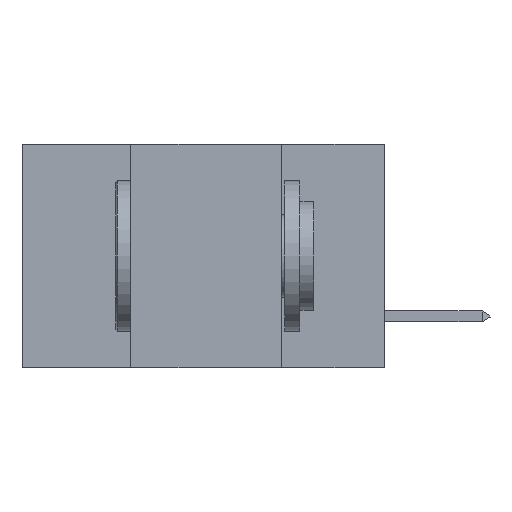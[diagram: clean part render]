
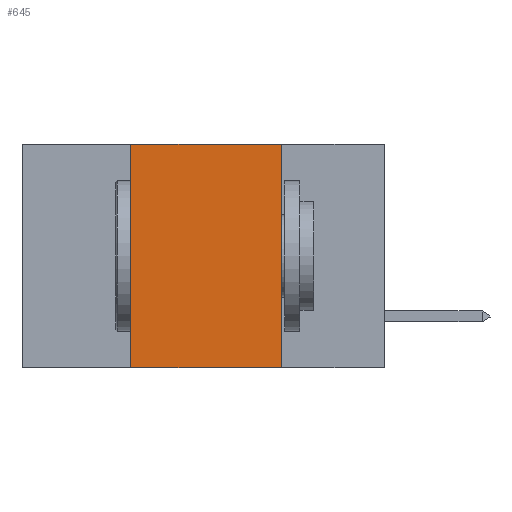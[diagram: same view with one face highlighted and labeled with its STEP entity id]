
A CAD part, left-side view. The second image highlights one B-rep face of the part: STEP entity #645.
In plain terms, the highlighted planar face has unit normal (-1, 0, 0).
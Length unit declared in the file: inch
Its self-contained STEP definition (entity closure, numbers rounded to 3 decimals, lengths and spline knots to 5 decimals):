
#175 = CARTESIAN_POINT ( 'NONE',  ( 0., 0.6, -0.37 ) ) ;
#321 = EDGE_CURVE ( 'NONE', #11512, #8773, #3384, .T. ) ;
#589 = EDGE_CURVE ( 'NONE', #7842, #8646, #4696, .T. ) ;
#645 = ADVANCED_FACE ( 'NONE', ( #3535 ), #9655, .F. ) ;
#790 = VECTOR ( 'NONE', #13234, 39.37008 ) ;
#1489 = VECTOR ( 'NONE', #7422, 39.37008 ) ;
#1569 = DIRECTION ( 'NONE',  ( 0., -1., 0. ) ) ;
#2288 = CARTESIAN_POINT ( 'NONE',  ( 0., 0.6, 0. ) ) ;
#2405 = CARTESIAN_POINT ( 'NONE',  ( 0., 0.42, -0.37 ) ) ;
#2962 = EDGE_CURVE ( 'NONE', #8773, #7842, #7583, .T. ) ;
#2989 = AXIS2_PLACEMENT_3D ( 'NONE', #5590, #11695, #5457 ) ;
#3384 = LINE ( 'NONE', #6055, #11626 ) ;
#3415 = LINE ( 'NONE', #175, #1489 ) ;
#3535 = FACE_OUTER_BOUND ( 'NONE', #9814, .T. ) ;
#3829 = CARTESIAN_POINT ( 'NONE',  ( 0., 0.17, -0.37 ) ) ;
#4334 = ORIENTED_EDGE ( 'NONE', *, *, #2962, .F. ) ;
#4696 = LINE ( 'NONE', #6053, #790 ) ;
#4835 = VECTOR ( 'NONE', #1569, 39.37008 ) ;
#5457 = DIRECTION ( 'NONE',  ( 0., 0., -1. ) ) ;
#5590 = CARTESIAN_POINT ( 'NONE',  ( 0., 0.6, 0. ) ) ;
#6053 = CARTESIAN_POINT ( 'NONE',  ( 0., 0.17, 0. ) ) ;
#6055 = CARTESIAN_POINT ( 'NONE',  ( 0., 0.42, 0. ) ) ;
#6189 = DIRECTION ( 'NONE',  ( 0., 0., 1. ) ) ;
#7325 = EDGE_CURVE ( 'NONE', #11512, #8646, #3415, .T. ) ;
#7422 = DIRECTION ( 'NONE',  ( 0., -1., 0. ) ) ;
#7583 = LINE ( 'NONE', #2288, #4835 ) ;
#7842 = VERTEX_POINT ( 'NONE', #12625 ) ;
#8306 = ORIENTED_EDGE ( 'NONE', *, *, #321, .F. ) ;
#8646 = VERTEX_POINT ( 'NONE', #3829 ) ;
#8773 = VERTEX_POINT ( 'NONE', #10038 ) ;
#9028 = ORIENTED_EDGE ( 'NONE', *, *, #7325, .T. ) ;
#9655 = PLANE ( 'NONE',  #2989 ) ;
#9814 = EDGE_LOOP ( 'NONE', ( #12657, #4334, #8306, #9028 ) ) ;
#10038 = CARTESIAN_POINT ( 'NONE',  ( 0., 0.42, 0. ) ) ;
#11512 = VERTEX_POINT ( 'NONE', #2405 ) ;
#11626 = VECTOR ( 'NONE', #6189, 39.37008 ) ;
#11695 = DIRECTION ( 'NONE',  ( 1., 0., 0. ) ) ;
#12625 = CARTESIAN_POINT ( 'NONE',  ( 0., 0.17, 0. ) ) ;
#12657 = ORIENTED_EDGE ( 'NONE', *, *, #589, .F. ) ;
#13234 = DIRECTION ( 'NONE',  ( 0., 0., -1. ) ) ;
